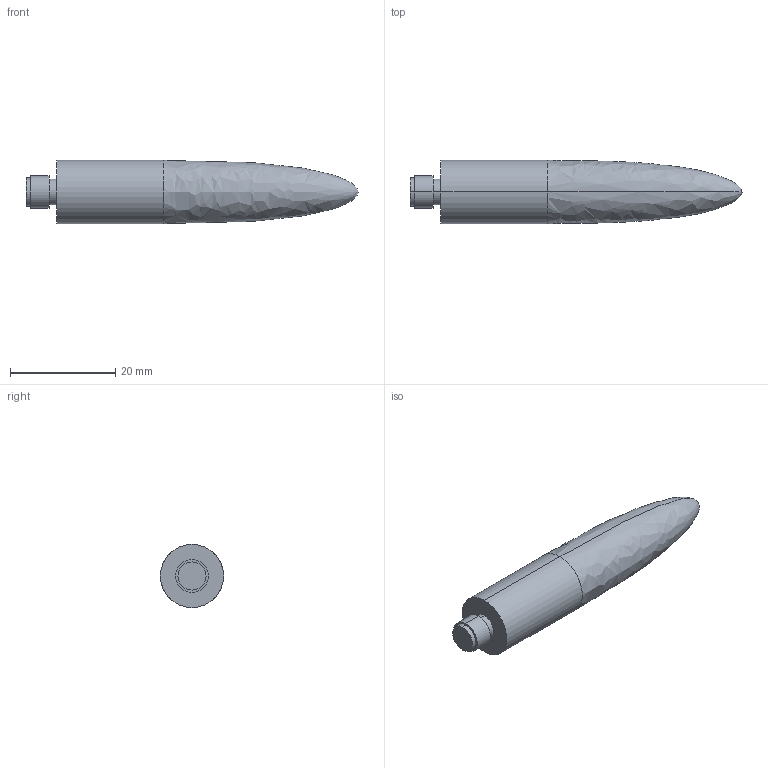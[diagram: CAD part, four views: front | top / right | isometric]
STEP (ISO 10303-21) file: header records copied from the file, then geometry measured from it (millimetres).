
FILE_DESCRIPTION (( 'STEP AP203' ), '1' );
FILE_NAME ('W0003510-52-HGL 0200.STEP', '2024-05-27T12:23:18', ( '' ), ( '' ), 'SwSTEP 2.0', 'SolidWorks 2024', '' );
FILE_SCHEMA (( 'CONFIG_CONTROL_DESIGN' ));
Length unit declared in the file: millimetre
Products named in the file (1): W0003510-52-HGL 0200
Bounding box: 63.07 x 12 x 12 mm (x, y, z)
Volume: 5433.5 mm3; surface area: 2160.8 mm2
Topology: 1 solids, 1 shells, 14 faces, 28 edges, 17 vertices
Faces by surface type: cylinder 8, plane 4, bspline 2
Entity records: 487 total; most frequent: CARTESIAN_POINT 124, DIRECTION 66, ORIENTED_EDGE 52, AXIS2_PLACEMENT_3D 29, EDGE_CURVE 26, VERTEX_POINT 17, EDGE_LOOP 17, CIRCLE 16
